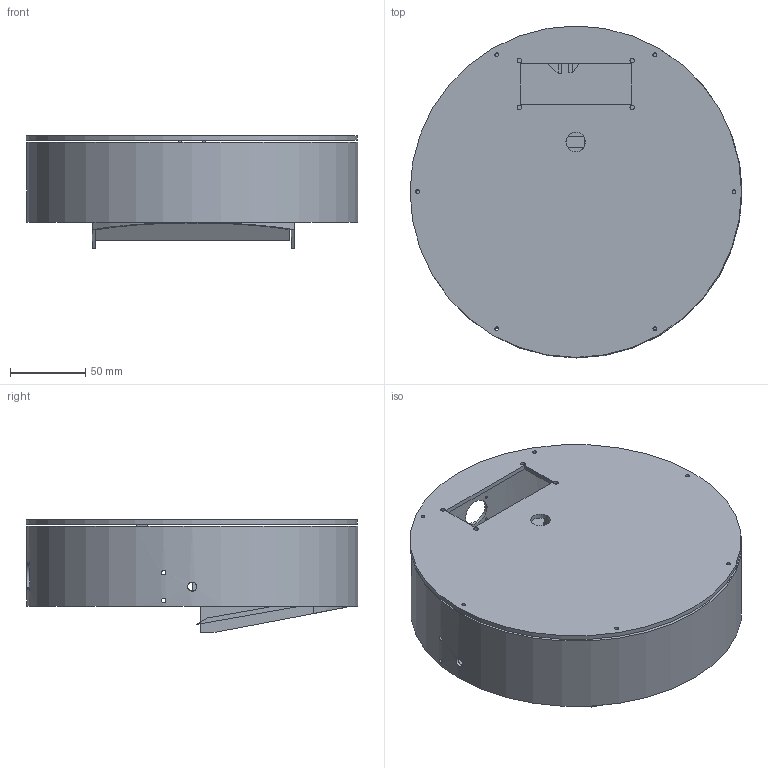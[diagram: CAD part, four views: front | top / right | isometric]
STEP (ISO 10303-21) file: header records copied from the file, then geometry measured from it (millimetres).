
FILE_DESCRIPTION(/* description */ (''),/* implementation_level */ '2;1');
FILE_NAME(/* name */ 'robot base final.step',/* time_stamp */ '2020-05-14T13:10:23+10:00',/* author */ (''),/* organization */ (''),/* preprocessor_version */ 'ST-DEVELOPER v18.1',/* originating_system */ 'Autodesk Translation Framework v9.2.0.1227',/* authorisation */ '');
FILE_SCHEMA (('AUTOMOTIVE_DESIGN { 1 0 10303 214 3 1 1 }'));
Length unit declared in the file: millimetre
Products named in the file (4): robot base; top piece; trash base; trash can
Assembly tree (3 placements, depth 2):
  robot base
    top piece
    trash base
    trash can
Bounding box: 220.31 x 220.31 x 74.72 mm (x, y, z)
Volume: 364818 mm3; surface area: 333255 mm2
Topology: 4 solids, 4 shells, 191 faces, 536 edges, 365 vertices
Faces by surface type: plane 108, cylinder 69, torus 6, sphere 6, bspline 2
Full cylindrical faces by diameter (mm): 1.5 x4, 2.5 x14, 3 x26, 5 x4, 6 x2, 13 x1, 18 x2, 20 x2, 200 x1, 216 x1, 220 x2
Entity records: 7410 total; most frequent: CARTESIAN_POINT 2087, ORIENTED_EDGE 1060, DIRECTION 1037, EDGE_CURVE 530, VERTEX_POINT 365, AXIS2_PLACEMENT_3D 357, LINE 323, VECTOR 323
